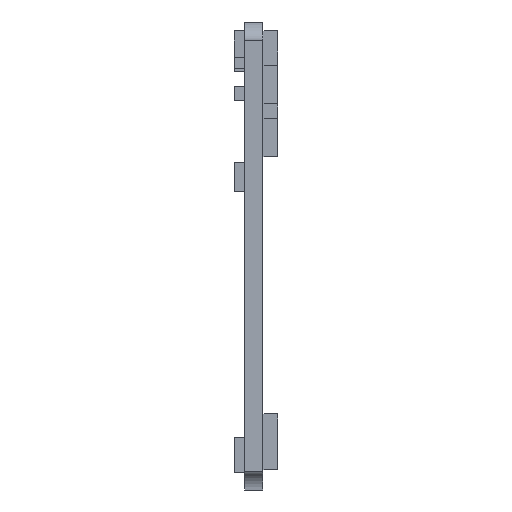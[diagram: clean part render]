
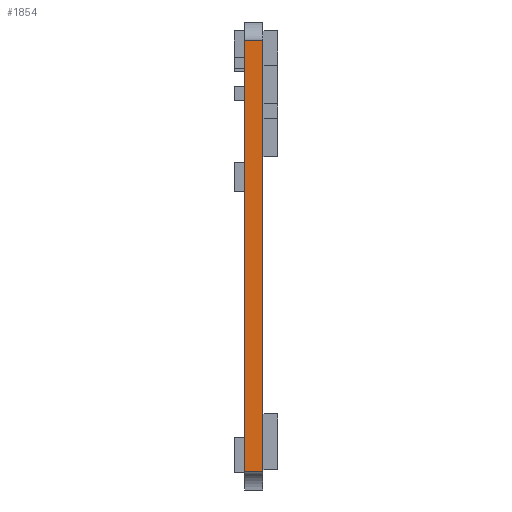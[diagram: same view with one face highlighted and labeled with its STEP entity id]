
A CAD part, left-side view. The second image highlights one B-rep face of the part: STEP entity #1854.
In plain terms, the highlighted planar face has unit normal (-1, 0, 0).
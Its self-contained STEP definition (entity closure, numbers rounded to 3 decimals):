
#78=PLANE('',#2033);
#139=LINE('',#2770,#294);
#171=LINE('',#2845,#326);
#196=LINE('',#2893,#351);
#197=LINE('',#2894,#352);
#294=VECTOR('',#2300,1000.);
#326=VECTOR('',#2344,1000.);
#351=VECTOR('',#2377,1000.);
#352=VECTOR('',#2378,1000.);
#587=FACE_OUTER_BOUND('',#790,.T.);
#790=EDGE_LOOP('',(#1527,#1528,#1529,#1530));
#995=VERTEX_POINT('',#2767);
#996=VERTEX_POINT('',#2769);
#1032=VERTEX_POINT('',#2842);
#1033=VERTEX_POINT('',#2844);
#1168=EDGE_CURVE('',#996,#995,#139,.T.);
#1205=EDGE_CURVE('',#1032,#1033,#171,.T.);
#1231=EDGE_CURVE('',#1032,#996,#196,.T.);
#1232=EDGE_CURVE('',#995,#1033,#197,.T.);
#1527=ORIENTED_EDGE('',*,*,#1205,.F.);
#1528=ORIENTED_EDGE('',*,*,#1231,.T.);
#1529=ORIENTED_EDGE('',*,*,#1168,.T.);
#1530=ORIENTED_EDGE('',*,*,#1232,.T.);
#1854=ADVANCED_FACE('',(#587),#78,.F.);
#2033=AXIS2_PLACEMENT_3D('',#2892,#2375,#2376);
#2300=DIRECTION('',(0.,0.,1.));
#2344=DIRECTION('',(0.,0.,1.));
#2375=DIRECTION('center_axis',(1.,0.,0.));
#2376=DIRECTION('ref_axis',(0.,0.,-1.));
#2377=DIRECTION('',(0.,-1.,0.));
#2378=DIRECTION('',(0.,1.,0.));
#2767=CARTESIAN_POINT('',(-26.67,0.,18.733));
#2769=CARTESIAN_POINT('',(-26.67,0.,-18.733));
#2770=CARTESIAN_POINT('',(-26.67,0.,20.32));
#2842=CARTESIAN_POINT('',(-26.67,1.6,-18.733));
#2844=CARTESIAN_POINT('',(-26.67,1.6,18.733));
#2845=CARTESIAN_POINT('',(-26.67,1.6,20.32));
#2892=CARTESIAN_POINT('Origin',(-26.67,1.6,20.32));
#2893=CARTESIAN_POINT('',(-26.67,0.,-18.733));
#2894=CARTESIAN_POINT('',(-26.67,0.,18.733));
